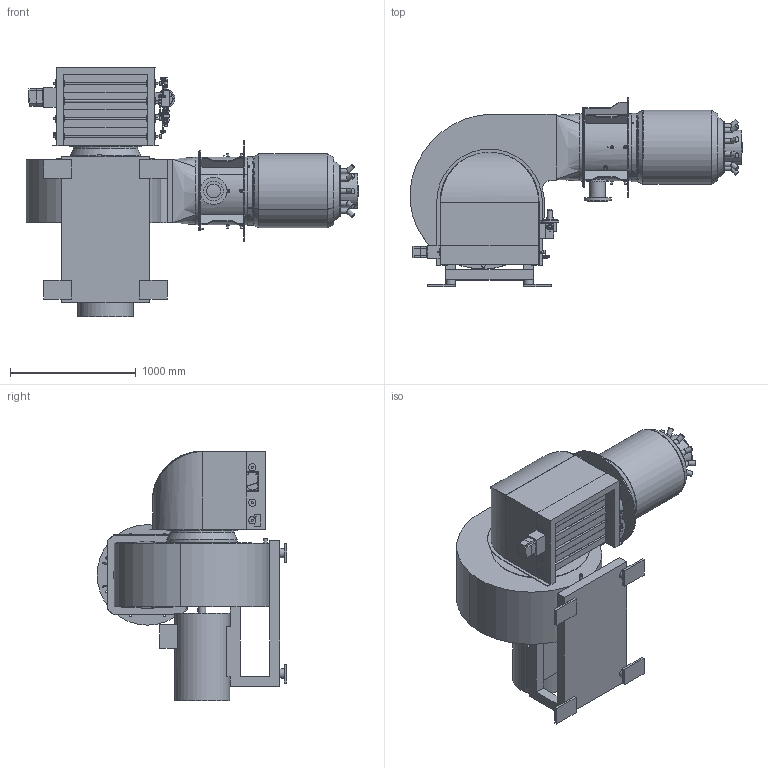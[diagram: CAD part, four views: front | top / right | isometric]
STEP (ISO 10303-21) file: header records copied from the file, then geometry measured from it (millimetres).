
FILE_DESCRIPTION(('STEP AP203'), '1');
FILE_NAME('PYTG-20E Îáëåã÷åííàÿ', '', ('UNSPECIFIED'), ('UNSPECIFIED'), 'C3D Converter', 'C3D Toolkit', '');
FILE_SCHEMA(('CONFIG_CONTROL_DESIGN'));
Length unit declared in the file: millimetre
Bounding box: 2642.6 x 1510 x 1989.2 mm (x, y, z)
Volume: 1187437372 mm3; surface area: 19183788.6 mm2
Topology: 2 solids, 2 shells, 1044 faces, 2677 edges, 1824 vertices
Faces by surface type: plane 697, cylinder 267, cone 54, sphere 18, bspline 6, torus 2
Full cylindrical faces by diameter (mm): 6 x4, 8 x18, 9.75 x1, 10 x7, 12 x3, 12.5 x6, 12.73 x4, 13 x4, 14.3 x1, 15 x8, 15.8 x2, 16 x16, 18 x8, 21 x10, 21.5 x1, 24 x1, 25 x8, 26 x2, 28 x1, 29 x3, 30 x4, 38.5 x3, 39.3 x1, 40 x20, 51.5 x2, 52 x8, 58 x7, 60 x1, 75 x4, 83 x1
Entity records: 56446 total; most frequent: CARTESIAN_POINT 23263, DIRECTION 5038, ORIENTED_EDGE 4874, EDGE_CURVE 2437, AXIS2_PLACEMENT_3D 1860, VERTEX_POINT 1790, EDGE_LOOP 1495, FACE_BOUND 1357
